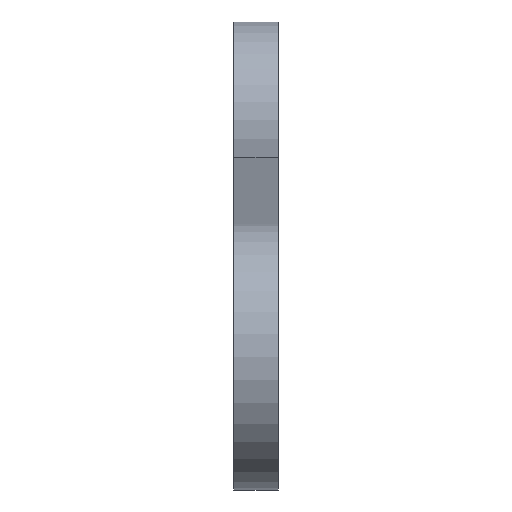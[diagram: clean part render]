
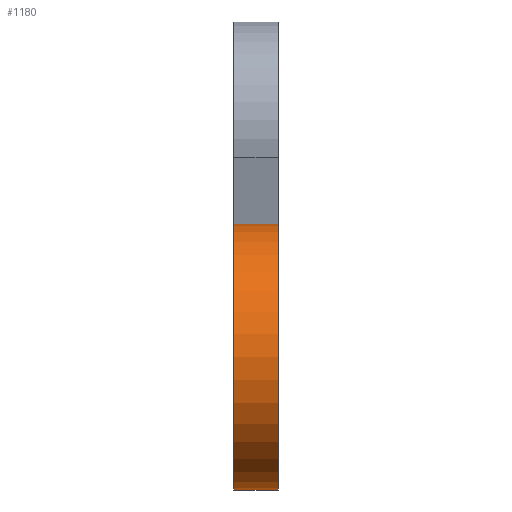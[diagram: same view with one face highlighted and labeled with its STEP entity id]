
A CAD part, left-side view. The second image highlights one B-rep face of the part: STEP entity #1180.
In plain terms, the highlighted cylindrical face has radius 7.5 mm (diameter 15 mm), a partial arc.
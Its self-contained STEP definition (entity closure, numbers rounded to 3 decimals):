
#1028 = CARTESIAN_POINT ( 'NONE',  ( 7.5, 2.5, -15. ) ) ;
#1180 = ADVANCED_FACE ( 'NONE', ( #3826 ), #6036, .T. ) ;
#1351 = VERTEX_POINT ( 'NONE', #8479 ) ;
#2223 = LINE ( 'NONE', #6380, #3026 ) ;
#2757 = DIRECTION ( 'NONE',  ( 0., 1., 0. ) ) ;
#2839 = VERTEX_POINT ( 'NONE', #3898 ) ;
#3026 = VECTOR ( 'NONE', #10333, 1000. ) ;
#3791 = CARTESIAN_POINT ( 'NONE',  ( 7.5, 2.5, 0. ) ) ;
#3826 = FACE_OUTER_BOUND ( 'NONE', #4056, .T. ) ;
#3898 = CARTESIAN_POINT ( 'NONE',  ( 7.5, 0., 0. ) ) ;
#4056 = EDGE_LOOP ( 'NONE', ( #4243, #16166, #4407, #10882 ) ) ;
#4243 = ORIENTED_EDGE ( 'NONE', *, *, #10899, .T. ) ;
#4369 = EDGE_CURVE ( 'NONE', #11346, #1351, #5162, .T. ) ;
#4407 = ORIENTED_EDGE ( 'NONE', *, *, #4369, .F. ) ;
#5121 = LINE ( 'NONE', #3791, #15290 ) ;
#5162 = CIRCLE ( 'NONE', #14598, 7.5 ) ;
#5603 = DIRECTION ( 'NONE',  ( 0., 0., 1. ) ) ;
#6036 = CYLINDRICAL_SURFACE ( 'NONE', #15670, 7.5 ) ;
#6380 = CARTESIAN_POINT ( 'NONE',  ( 7.5, 2.5, -15. ) ) ;
#6708 = AXIS2_PLACEMENT_3D ( 'NONE', #11965, #6861, #5603 ) ;
#6861 = DIRECTION ( 'NONE',  ( 0., 1., 0. ) ) ;
#7294 = EDGE_CURVE ( 'NONE', #1351, #2839, #5121, .T. ) ;
#8479 = CARTESIAN_POINT ( 'NONE',  ( 7.5, 2.5, 0. ) ) ;
#9265 = CARTESIAN_POINT ( 'NONE',  ( 7.5, 2.5, -7.5 ) ) ;
#9952 = DIRECTION ( 'NONE',  ( 0., 0., -1. ) ) ;
#10333 = DIRECTION ( 'NONE',  ( 0., -1., 0. ) ) ;
#10882 = ORIENTED_EDGE ( 'NONE', *, *, #11449, .T. ) ;
#10899 = EDGE_CURVE ( 'NONE', #14821, #2839, #16198, .T. ) ;
#11346 = VERTEX_POINT ( 'NONE', #1028 ) ;
#11449 = EDGE_CURVE ( 'NONE', #11346, #14821, #2223, .T. ) ;
#11965 = CARTESIAN_POINT ( 'NONE',  ( 7.5, 0., -7.5 ) ) ;
#12859 = DIRECTION ( 'NONE',  ( 0., -1., 0. ) ) ;
#13673 = CARTESIAN_POINT ( 'NONE',  ( 7.5, 2.5, -7.5 ) ) ;
#14598 = AXIS2_PLACEMENT_3D ( 'NONE', #9265, #2757, #15517 ) ;
#14821 = VERTEX_POINT ( 'NONE', #16660 ) ;
#15029 = DIRECTION ( 'NONE',  ( 0., -1., 0. ) ) ;
#15290 = VECTOR ( 'NONE', #12859, 1000. ) ;
#15517 = DIRECTION ( 'NONE',  ( 0., 0., 1. ) ) ;
#15670 = AXIS2_PLACEMENT_3D ( 'NONE', #13673, #15029, #9952 ) ;
#16166 = ORIENTED_EDGE ( 'NONE', *, *, #7294, .F. ) ;
#16198 = CIRCLE ( 'NONE', #6708, 7.5 ) ;
#16660 = CARTESIAN_POINT ( 'NONE',  ( 7.5, 0., -15. ) ) ;
